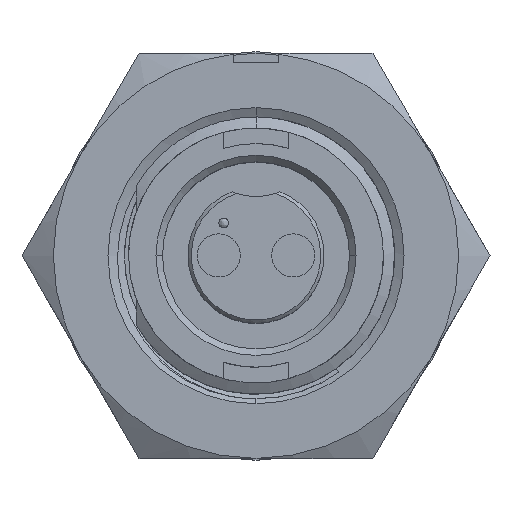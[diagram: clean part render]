
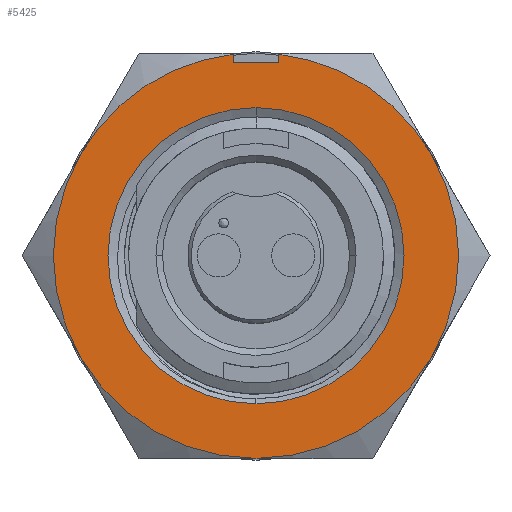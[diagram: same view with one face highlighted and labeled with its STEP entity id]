
A CAD part, top view. The second image highlights one B-rep face of the part: STEP entity #5425.
In plain terms, the highlighted planar face has unit normal (0, 0, 1).
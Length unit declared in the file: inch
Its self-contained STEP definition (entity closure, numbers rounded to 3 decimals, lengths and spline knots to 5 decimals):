
#172 = EDGE_LOOP ( 'NONE', ( #520, #521 ) ) ;
#437 = EDGE_LOOP ( 'NONE', ( #533, #530, #529, #528, #527, #526, #525, #523, #524 ) ) ;
#520 = ORIENTED_EDGE ( 'NONE', *, *, #4359, .F. ) ;
#521 = ORIENTED_EDGE ( 'NONE', *, *, #4351, .F. ) ;
#523 = ORIENTED_EDGE ( 'NONE', *, *, #4369, .F. ) ;
#524 = ORIENTED_EDGE ( 'NONE', *, *, #4364, .F. ) ;
#525 = ORIENTED_EDGE ( 'NONE', *, *, #4372, .F. ) ;
#526 = ORIENTED_EDGE ( 'NONE', *, *, #4374, .F. ) ;
#527 = ORIENTED_EDGE ( 'NONE', *, *, #4377, .F. ) ;
#528 = ORIENTED_EDGE ( 'NONE', *, *, #4381, .F. ) ;
#529 = ORIENTED_EDGE ( 'NONE', *, *, #4388, .T. ) ;
#530 = ORIENTED_EDGE ( 'NONE', *, *, #4387, .T. ) ;
#533 = ORIENTED_EDGE ( 'NONE', *, *, #4383, .F. ) ;
#616 = VERTEX_POINT ( 'NONE', #6696 ) ;
#619 = VERTEX_POINT ( 'NONE', #6771 ) ;
#646 = VERTEX_POINT ( 'NONE', #5549 ) ;
#647 = VERTEX_POINT ( 'NONE', #5538 ) ;
#648 = VERTEX_POINT ( 'NONE', #5556 ) ;
#651 = VERTEX_POINT ( 'NONE', #5546 ) ;
#660 = VERTEX_POINT ( 'NONE', #5547 ) ;
#665 = VERTEX_POINT ( 'NONE', #5560 ) ;
#684 = VERTEX_POINT ( 'NONE', #5532 ) ;
#688 = VERTEX_POINT ( 'NONE', #4238 ) ;
#695 = VERTEX_POINT ( 'NONE', #4421 ) ;
#1174 = CARTESIAN_POINT ( 'NONE',  ( 0., 0., 0.291 ) ) ;
#1175 = DIRECTION ( 'NONE',  ( 0., 0., 1. ) ) ;
#1176 = DIRECTION ( 'NONE',  ( 0., -1., 0. ) ) ;
#1205 = CARTESIAN_POINT ( 'NONE',  ( 0., 0., 0.291 ) ) ;
#1206 = DIRECTION ( 'NONE',  ( 0., 0., 1. ) ) ;
#1207 = DIRECTION ( 'NONE',  ( 0., -1., 0. ) ) ;
#1226 = CARTESIAN_POINT ( 'NONE',  ( 0., 0., 0.291 ) ) ;
#1227 = DIRECTION ( 'NONE',  ( 0., 0., -1. ) ) ;
#1228 = DIRECTION ( 'NONE',  ( 0., 1., 0. ) ) ;
#1249 = CARTESIAN_POINT ( 'NONE',  ( 0., 0., 0.291 ) ) ;
#1250 = DIRECTION ( 'NONE',  ( 0., 0., -1. ) ) ;
#1251 = DIRECTION ( 'NONE',  ( 0., 1., 0. ) ) ;
#1264 = CARTESIAN_POINT ( 'NONE',  ( 0., 0., 0.291 ) ) ;
#1265 = DIRECTION ( 'NONE',  ( 0., 0., -1. ) ) ;
#1266 = DIRECTION ( 'NONE',  ( 0., 1., 0. ) ) ;
#1273 = CARTESIAN_POINT ( 'NONE',  ( 0., 0., 0.291 ) ) ;
#1274 = DIRECTION ( 'NONE',  ( 0., 0., -1. ) ) ;
#1275 = DIRECTION ( 'NONE',  ( 0., 1., 0. ) ) ;
#1288 = CARTESIAN_POINT ( 'NONE',  ( 0., 0., 0.291 ) ) ;
#1289 = DIRECTION ( 'NONE',  ( 0., 0., -1. ) ) ;
#1290 = DIRECTION ( 'NONE',  ( 0., 1., 0. ) ) ;
#1307 = CARTESIAN_POINT ( 'NONE',  ( 0., 0., 0.291 ) ) ;
#1308 = DIRECTION ( 'NONE',  ( 0., 0., -1. ) ) ;
#1309 = DIRECTION ( 'NONE',  ( 0., 1., 0. ) ) ;
#1314 = LINE ( 'NONE', #1315, #3752 ) ;
#1315 = CARTESIAN_POINT ( 'NONE',  ( 0.035, -0.62, 0.291 ) ) ;
#1316 = DIRECTION ( 'NONE',  ( 0., 1., 0. ) ) ;
#1326 = LINE ( 'NONE', #1327, #3788 ) ;
#1327 = CARTESIAN_POINT ( 'NONE',  ( -0.035, 0.295, 0.291 ) ) ;
#1328 = DIRECTION ( 'NONE',  ( -1., 0., 0. ) ) ;
#1329 = LINE ( 'NONE', #1330, #3789 ) ;
#1330 = CARTESIAN_POINT ( 'NONE',  ( -0.035, 0.35188, 0.291 ) ) ;
#1331 = DIRECTION ( 'NONE',  ( 0., 1., 0. ) ) ;
#3599 = AXIS2_PLACEMENT_3D ( 'NONE', #1249, #1250, #1251 ) ;
#3688 = AXIS2_PLACEMENT_3D ( 'NONE', #1307, #1308, #1309 ) ;
#3740 = AXIS2_PLACEMENT_3D ( 'NONE', #1226, #1227, #1228 ) ;
#3741 = AXIS2_PLACEMENT_3D ( 'NONE', #1288, #1289, #1290 ) ;
#3743 = AXIS2_PLACEMENT_3D ( 'NONE', #1264, #1265, #1266 ) ;
#3744 = AXIS2_PLACEMENT_3D ( 'NONE', #1205, #1206, #1207 ) ;
#3752 = VECTOR ( 'NONE', #1316, 39.37008 ) ;
#3781 = AXIS2_PLACEMENT_3D ( 'NONE', #1273, #1274, #1275 ) ;
#3782 = AXIS2_PLACEMENT_3D ( 'NONE', #1174, #1175, #1176 ) ;
#3788 = VECTOR ( 'NONE', #1328, 39.37008 ) ;
#3789 = VECTOR ( 'NONE', #1331, 39.37008 ) ;
#3923 = FACE_BOUND ( 'NONE', #172, .T. ) ;
#4041 = FACE_OUTER_BOUND ( 'NONE', #437, .T. ) ;
#4124 = AXIS2_PLACEMENT_3D ( 'NONE', #7297, #7298, #7299 ) ;
#4238 = CARTESIAN_POINT ( 'NONE',  ( 0.035, 0.295, 0.291 ) ) ;
#4351 = EDGE_CURVE ( 'NONE', #651, #647, #5286, .T. ) ;
#4359 = EDGE_CURVE ( 'NONE', #647, #651, #5283, .T. ) ;
#4364 = EDGE_CURVE ( 'NONE', #648, #646, #5291, .T. ) ;
#4369 = EDGE_CURVE ( 'NONE', #646, #660, #5295, .T. ) ;
#4372 = EDGE_CURVE ( 'NONE', #660, #665, #5355, .T. ) ;
#4374 = EDGE_CURVE ( 'NONE', #665, #619, #5356, .T. ) ;
#4377 = EDGE_CURVE ( 'NONE', #619, #616, #5353, .T. ) ;
#4381 = EDGE_CURVE ( 'NONE', #616, #695, #5443, .T. ) ;
#4383 = EDGE_CURVE ( 'NONE', #688, #648, #1314, .T. ) ;
#4387 = EDGE_CURVE ( 'NONE', #688, #684, #1326, .T. ) ;
#4388 = EDGE_CURVE ( 'NONE', #684, #695, #1329, .T. ) ;
#4421 = CARTESIAN_POINT ( 'NONE',  ( -0.035, 0.30802, 0.291 ) ) ;
#5283 = CIRCLE ( 'NONE', #3744, 0.2265 ) ;
#5286 = CIRCLE ( 'NONE', #3782, 0.2265 ) ;
#5291 = CIRCLE ( 'NONE', #3740, 0.31 ) ;
#5295 = CIRCLE ( 'NONE', #3599, 0.31 ) ;
#5353 = CIRCLE ( 'NONE', #3741, 0.31 ) ;
#5355 = CIRCLE ( 'NONE', #3743, 0.31 ) ;
#5356 = CIRCLE ( 'NONE', #3781, 0.31 ) ;
#5425 = ADVANCED_FACE ( 'NONE', ( #4041, #3923 ), #7296, .F. ) ;
#5443 = CIRCLE ( 'NONE', #3688, 0.31 ) ;
#5532 = CARTESIAN_POINT ( 'NONE',  ( -0.035, 0.295, 0.291 ) ) ;
#5538 = CARTESIAN_POINT ( 'NONE',  ( 0., -0.2265, 0.291 ) ) ;
#5546 = CARTESIAN_POINT ( 'NONE',  ( 0., 0.2265, 0.291 ) ) ;
#5547 = CARTESIAN_POINT ( 'NONE',  ( 0.26847, -0.155, 0.291 ) ) ;
#5549 = CARTESIAN_POINT ( 'NONE',  ( 0.26847, 0.155, 0.291 ) ) ;
#5556 = CARTESIAN_POINT ( 'NONE',  ( 0.035, 0.30802, 0.291 ) ) ;
#5560 = CARTESIAN_POINT ( 'NONE',  ( 0., -0.31, 0.291 ) ) ;
#6696 = CARTESIAN_POINT ( 'NONE',  ( -0.26847, 0.155, 0.291 ) ) ;
#6771 = CARTESIAN_POINT ( 'NONE',  ( -0.26847, -0.155, 0.291 ) ) ;
#7296 = PLANE ( 'NONE',  #4124 ) ;
#7297 = CARTESIAN_POINT ( 'NONE',  ( 0., -0.62, 0.291 ) ) ;
#7298 = DIRECTION ( 'NONE',  ( 0., 0., -1. ) ) ;
#7299 = DIRECTION ( 'NONE',  ( 0., 1., 0. ) ) ;
